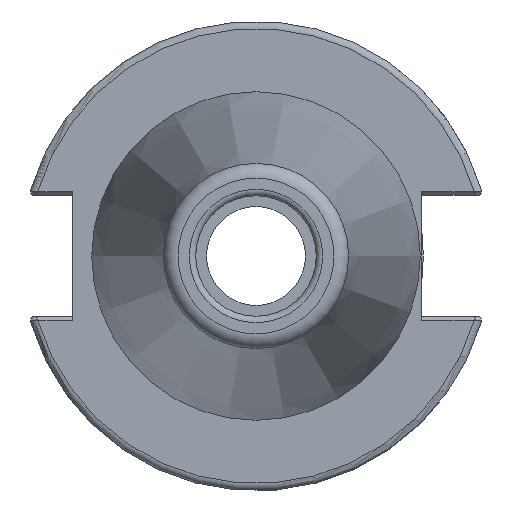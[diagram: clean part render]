
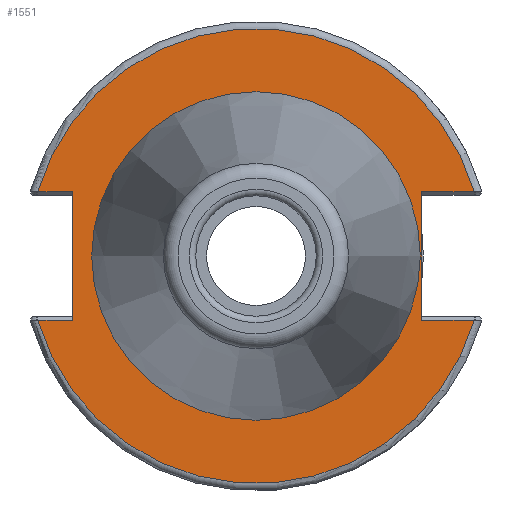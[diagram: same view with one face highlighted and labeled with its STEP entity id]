
A CAD part, left-side view. The second image highlights one B-rep face of the part: STEP entity #1551.
In plain terms, the highlighted planar face has unit normal (-1, 0, 0).
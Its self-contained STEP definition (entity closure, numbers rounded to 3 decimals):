
#15=FACE_BOUND('',#296,.T.);
#81=PLANE('',#1662);
#117=CIRCLE('',#1661,30.775);
#118=CIRCLE('',#1663,30.775);
#119=CIRCLE('',#1664,22.225);
#120=CIRCLE('',#1665,22.225);
#208=FACE_OUTER_BOUND('',#295,.T.);
#295=EDGE_LOOP('',(#1077,#1078,#1079,#1080,#1081,#1082,#1083,#1084));
#296=EDGE_LOOP('',(#1085,#1086));
#391=LINE('',#2425,#489);
#393=LINE('',#2493,#491);
#394=LINE('',#2495,#492);
#395=LINE('',#2499,#493);
#396=LINE('',#2501,#494);
#397=LINE('',#2502,#495);
#489=VECTOR('',#1830,10.);
#491=VECTOR('',#1848,10.);
#492=VECTOR('',#1849,10.);
#493=VECTOR('',#1852,10.);
#494=VECTOR('',#1853,10.);
#495=VECTOR('',#1854,10.);
#635=VERTEX_POINT('',#2418);
#638=VERTEX_POINT('',#2423);
#644=VERTEX_POINT('',#2471);
#646=VERTEX_POINT('',#2492);
#647=VERTEX_POINT('',#2494);
#648=VERTEX_POINT('',#2496);
#649=VERTEX_POINT('',#2498);
#650=VERTEX_POINT('',#2500);
#651=VERTEX_POINT('',#2503);
#652=VERTEX_POINT('',#2504);
#807=EDGE_CURVE('',#638,#635,#391,.T.);
#817=EDGE_CURVE('',#635,#644,#117,.T.);
#820=EDGE_CURVE('',#638,#646,#393,.T.);
#821=EDGE_CURVE('',#647,#646,#394,.T.);
#822=EDGE_CURVE('',#648,#647,#118,.T.);
#823=EDGE_CURVE('',#649,#648,#395,.T.);
#824=EDGE_CURVE('',#649,#650,#396,.T.);
#825=EDGE_CURVE('',#644,#650,#397,.T.);
#826=EDGE_CURVE('',#651,#652,#119,.T.);
#827=EDGE_CURVE('',#652,#651,#120,.T.);
#1077=ORIENTED_EDGE('',*,*,#807,.F.);
#1078=ORIENTED_EDGE('',*,*,#820,.T.);
#1079=ORIENTED_EDGE('',*,*,#821,.F.);
#1080=ORIENTED_EDGE('',*,*,#822,.F.);
#1081=ORIENTED_EDGE('',*,*,#823,.F.);
#1082=ORIENTED_EDGE('',*,*,#824,.T.);
#1083=ORIENTED_EDGE('',*,*,#825,.F.);
#1084=ORIENTED_EDGE('',*,*,#817,.F.);
#1085=ORIENTED_EDGE('',*,*,#826,.T.);
#1086=ORIENTED_EDGE('',*,*,#827,.T.);
#1551=ADVANCED_FACE('',(#208,#15),#81,.T.);
#1661=AXIS2_PLACEMENT_3D('',#2472,#1844,#1845);
#1662=AXIS2_PLACEMENT_3D('',#2491,#1846,#1847);
#1663=AXIS2_PLACEMENT_3D('',#2497,#1850,#1851);
#1664=AXIS2_PLACEMENT_3D('',#2505,#1855,#1856);
#1665=AXIS2_PLACEMENT_3D('',#2506,#1857,#1858);
#1830=DIRECTION('',(0.,-1.,0.));
#1844=DIRECTION('center_axis',(1.,0.,0.));
#1845=DIRECTION('ref_axis',(0.,0.,-1.));
#1846=DIRECTION('center_axis',(-1.,0.,0.));
#1847=DIRECTION('ref_axis',(0.,0.,1.));
#1848=DIRECTION('',(0.,0.,1.));
#1849=DIRECTION('',(0.,1.,0.));
#1850=DIRECTION('center_axis',(1.,0.,0.));
#1851=DIRECTION('ref_axis',(0.,0.,-1.));
#1852=DIRECTION('',(0.,1.,0.));
#1853=DIRECTION('',(0.,0.,-1.));
#1854=DIRECTION('',(0.,-1.,0.));
#1855=DIRECTION('center_axis',(1.,0.,0.));
#1856=DIRECTION('ref_axis',(0.,0.,-1.));
#1857=DIRECTION('center_axis',(1.,0.,0.));
#1858=DIRECTION('ref_axis',(0.,0.,-1.));
#2418=CARTESIAN_POINT('',(3.175,-29.523,-8.69));
#2423=CARTESIAN_POINT('',(3.175,-22.41,-8.69));
#2425=CARTESIAN_POINT('',(3.175,-4.878,-8.69));
#2471=CARTESIAN_POINT('',(3.175,29.523,-8.69));
#2472=CARTESIAN_POINT('Origin',(3.175,0.,
0.));
#2491=CARTESIAN_POINT('Origin',(3.175,30.775,0.));
#2492=CARTESIAN_POINT('',(3.175,-22.41,8.69));
#2493=CARTESIAN_POINT('',(3.175,-22.41,-4.095));
#2494=CARTESIAN_POINT('',(3.175,-29.523,8.69));
#2495=CARTESIAN_POINT('',(3.175,4.182,8.69));
#2496=CARTESIAN_POINT('',(3.175,29.523,8.69));
#2497=CARTESIAN_POINT('Origin',(3.175,0.,
0.));
#2498=CARTESIAN_POINT('',(3.175,24.8,8.69));
#2499=CARTESIAN_POINT('',(3.175,32.958,8.69));
#2500=CARTESIAN_POINT('',(3.175,24.8,-8.69));
#2501=CARTESIAN_POINT('',(3.175,24.8,4.095));
#2502=CARTESIAN_POINT('',(3.175,27.788,-8.69));
#2503=CARTESIAN_POINT('',(3.175,22.225,0.));
#2504=CARTESIAN_POINT('',(3.175,-22.225,0.));
#2505=CARTESIAN_POINT('Origin',(3.175,0.,
0.));
#2506=CARTESIAN_POINT('Origin',(3.175,0.,
0.));
